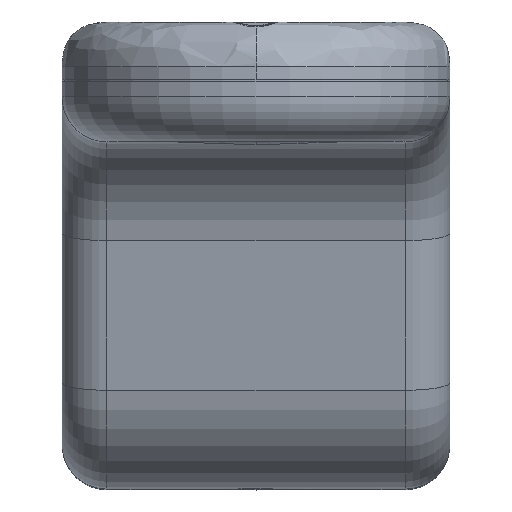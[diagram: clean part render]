
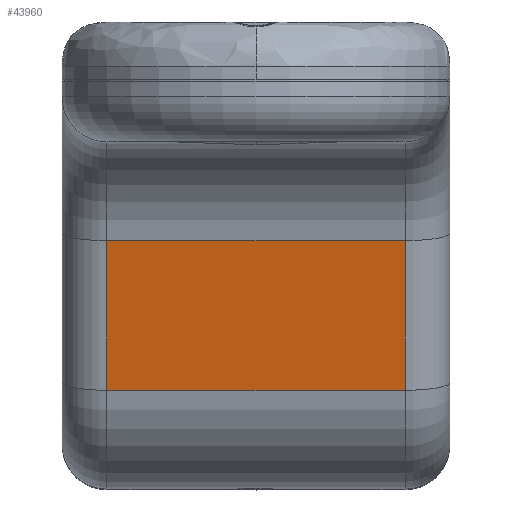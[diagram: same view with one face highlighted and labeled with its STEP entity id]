
A CAD part, top view. The second image highlights one B-rep face of the part: STEP entity #43960.
In plain terms, the highlighted face is planar.
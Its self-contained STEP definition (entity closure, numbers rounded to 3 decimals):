
#36685=DIRECTION('',(1.,0.,0.));
#36686=VECTOR('',#36685,40.);
#36687=CARTESIAN_POINT('',(-20.,-15.757,-13.222));
#36688=LINE('',#36687,#36686);
#36727=DIRECTION('',(0.,-0.174,-0.985));
#36728=VECTOR('',#36727,20.366);
#36729=CARTESIAN_POINT('',(20.,-15.757,-13.222));
#36730=LINE('',#36729,#36728);
#36731=DIRECTION('',(0.,0.174,0.985));
#36732=VECTOR('',#36731,20.366);
#36733=CARTESIAN_POINT('',(-20.,-19.293,-33.278));
#36734=LINE('',#36733,#36732);
#36735=DIRECTION('',(1.,0.,0.));
#36736=VECTOR('',#36735,40.);
#36737=CARTESIAN_POINT('',(-20.,-19.293,-33.278));
#36738=LINE('',#36737,#36736);
#37116=CARTESIAN_POINT('',(20.,-15.757,-13.222));
#37117=VERTEX_POINT('',#37116);
#37120=CARTESIAN_POINT('',(20.,-19.293,-33.278));
#37121=VERTEX_POINT('',#37120);
#37140=CARTESIAN_POINT('',(-20.,-19.293,-33.278));
#37141=VERTEX_POINT('',#37140);
#37144=CARTESIAN_POINT('',(-20.,-15.757,-13.222));
#37145=VERTEX_POINT('',#37144);
#43948=CARTESIAN_POINT('',(-26.,-19.293,-33.278));
#43949=DIRECTION('',(0.,0.985,-0.174));
#43950=DIRECTION('',(0.,0.174,0.985));
#43951=AXIS2_PLACEMENT_3D('',#43948,#43949,#43950);
#43952=PLANE('',#43951);
#43954=ORIENTED_EDGE('',*,*,#43953,.F.);
#43955=ORIENTED_EDGE('',*,*,#43872,.F.);
#43956=ORIENTED_EDGE('',*,*,#43939,.F.);
#43957=ORIENTED_EDGE('',*,*,#38206,.T.);
#43958=EDGE_LOOP('',(#43954,#43955,#43956,#43957));
#43959=FACE_OUTER_BOUND('',#43958,.F.);
#43960=ADVANCED_FACE('',(#43959),#43952,.T.);
#38206=EDGE_CURVE('',#37141,#37121,#36738,.T.);
#43872=EDGE_CURVE('',#37145,#37117,#36688,.T.);
#43939=EDGE_CURVE('',#37141,#37145,#36734,.T.);
#43953=EDGE_CURVE('',#37117,#37121,#36730,.T.);
